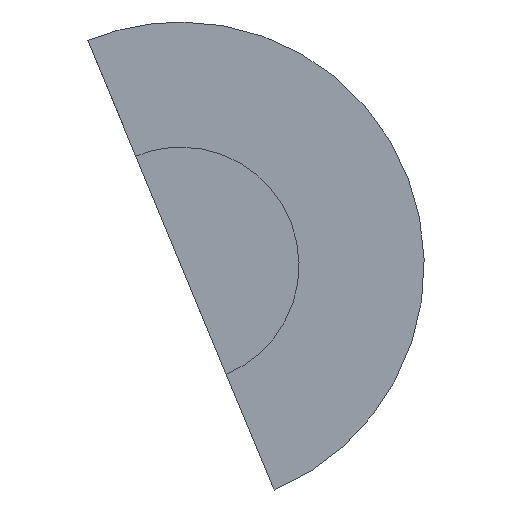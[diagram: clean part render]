
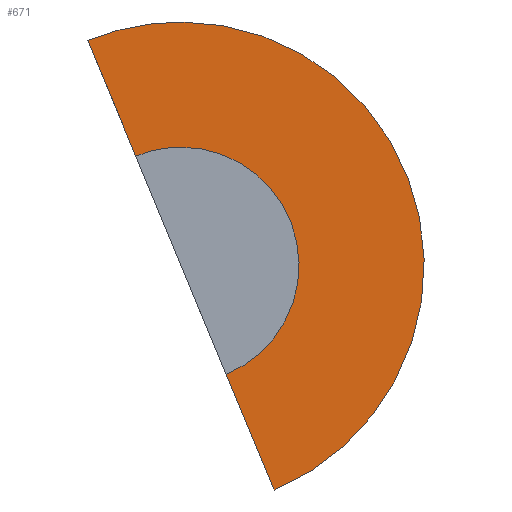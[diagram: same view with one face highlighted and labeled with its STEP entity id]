
A CAD part, left-side view. The second image highlights one B-rep face of the part: STEP entity #671.
In plain terms, the highlighted planar face has unit normal (-1, 0, 0).
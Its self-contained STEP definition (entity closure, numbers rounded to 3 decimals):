
#12 = DIRECTION ( 'NONE',  ( 1., 0., 0. ) ) ;
#15 = VERTEX_POINT ( 'NONE', #536 ) ;
#49 = DIRECTION ( 'NONE',  ( 1., 0., 0. ) ) ;
#50 = EDGE_CURVE ( 'NONE', #458, #15, #224, .T. ) ;
#60 = EDGE_LOOP ( 'NONE', ( #307, #595, #437, #74, #633, #204 ) ) ;
#74 = ORIENTED_EDGE ( 'NONE', *, *, #210, .T. ) ;
#100 = DIRECTION ( 'NONE',  ( 0., -0.383, -0.924 ) ) ;
#102 = DIRECTION ( 'NONE',  ( 1., 0., 0. ) ) ;
#116 = AXIS2_PLACEMENT_3D ( 'NONE', #510, #336, #340 ) ;
#123 = CIRCLE ( 'NONE', #309, 12.7 ) ;
#148 = CARTESIAN_POINT ( 'NONE',  ( 196.85, 0., 0. ) ) ;
#149 = AXIS2_PLACEMENT_3D ( 'NONE', #602, #102, #594 ) ;
#204 = ORIENTED_EDGE ( 'NONE', *, *, #278, .F. ) ;
#210 = EDGE_CURVE ( 'NONE', #689, #509, #123, .T. ) ;
#219 = EDGE_CURVE ( 'NONE', #509, #632, #269, .T. ) ;
#224 = CIRCLE ( 'NONE', #149, 26.162 ) ;
#234 = DIRECTION ( 'NONE',  ( 0., 0., 1. ) ) ;
#251 = DIRECTION ( 'NONE',  ( 1., 0., 0. ) ) ;
#252 = VECTOR ( 'NONE', #100, 1000. ) ;
#269 = LINE ( 'NONE', #285, #720 ) ;
#278 = EDGE_CURVE ( 'NONE', #15, #632, #282, .T. ) ;
#282 = CIRCLE ( 'NONE', #490, 26.162 ) ;
#285 = CARTESIAN_POINT ( 'NONE',  ( 196.85, 1.86, 4.49 ) ) ;
#296 = CARTESIAN_POINT ( 'NONE',  ( 196.85, 4.86, 11.733 ) ) ;
#305 = CARTESIAN_POINT ( 'NONE',  ( 196.85, 10.012, 24.171 ) ) ;
#307 = ORIENTED_EDGE ( 'NONE', *, *, #50, .F. ) ;
#309 = AXIS2_PLACEMENT_3D ( 'NONE', #622, #49, #487 ) ;
#310 = AXIS2_PLACEMENT_3D ( 'NONE', #148, #251, #705 ) ;
#336 = DIRECTION ( 'NONE',  ( -1., 0., 0. ) ) ;
#338 = FACE_OUTER_BOUND ( 'NONE', #60, .T. ) ;
#340 = DIRECTION ( 'NONE',  ( 0., 0., 1. ) ) ;
#386 = EDGE_CURVE ( 'NONE', #403, #689, #637, .T. ) ;
#403 = VERTEX_POINT ( 'NONE', #296 ) ;
#434 = LINE ( 'NONE', #607, #252 ) ;
#437 = ORIENTED_EDGE ( 'NONE', *, *, #386, .T. ) ;
#458 = VERTEX_POINT ( 'NONE', #305 ) ;
#487 = DIRECTION ( 'NONE',  ( 0., 0., 1. ) ) ;
#490 = AXIS2_PLACEMENT_3D ( 'NONE', #668, #12, #234 ) ;
#493 = PLANE ( 'NONE',  #116 ) ;
#509 = VERTEX_POINT ( 'NONE', #653 ) ;
#510 = CARTESIAN_POINT ( 'NONE',  ( 196.85, 12.7, 0. ) ) ;
#520 = EDGE_CURVE ( 'NONE', #458, #403, #434, .T. ) ;
#536 = CARTESIAN_POINT ( 'NONE',  ( 196.85, 0., 26.162 ) ) ;
#594 = DIRECTION ( 'NONE',  ( 0., 0., 1. ) ) ;
#595 = ORIENTED_EDGE ( 'NONE', *, *, #520, .T. ) ;
#602 = CARTESIAN_POINT ( 'NONE',  ( 196.85, 0., 0. ) ) ;
#607 = CARTESIAN_POINT ( 'NONE',  ( 196.85, 1.86, 4.49 ) ) ;
#608 = DIRECTION ( 'NONE',  ( 0., -0.383, -0.924 ) ) ;
#622 = CARTESIAN_POINT ( 'NONE',  ( 196.85, 0., 0. ) ) ;
#632 = VERTEX_POINT ( 'NONE', #718 ) ;
#633 = ORIENTED_EDGE ( 'NONE', *, *, #219, .T. ) ;
#637 = CIRCLE ( 'NONE', #310, 12.7 ) ;
#653 = CARTESIAN_POINT ( 'NONE',  ( 196.85, -4.86, -11.733 ) ) ;
#668 = CARTESIAN_POINT ( 'NONE',  ( 196.85, 0., 0. ) ) ;
#671 = ADVANCED_FACE ( 'NONE', ( #338 ), #493, .T. ) ;
#680 = CARTESIAN_POINT ( 'NONE',  ( 196.85, 0., 12.7 ) ) ;
#689 = VERTEX_POINT ( 'NONE', #680 ) ;
#705 = DIRECTION ( 'NONE',  ( 0., 0., 1. ) ) ;
#718 = CARTESIAN_POINT ( 'NONE',  ( 196.85, -10.012, -24.171 ) ) ;
#720 = VECTOR ( 'NONE', #608, 1000. ) ;
